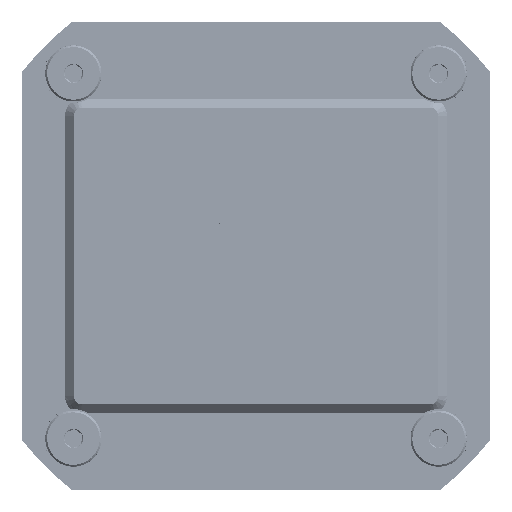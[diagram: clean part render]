
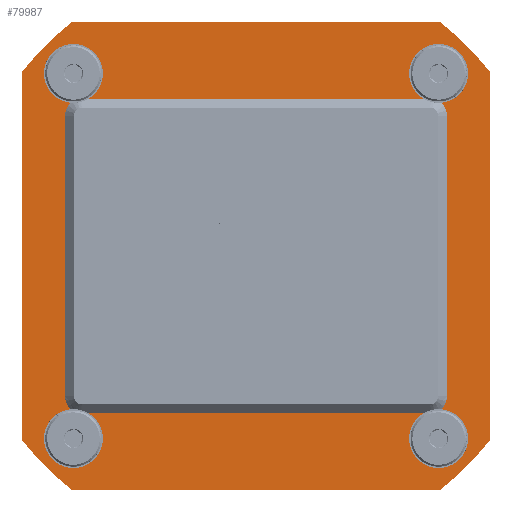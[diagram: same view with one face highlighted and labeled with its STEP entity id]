
A CAD part, front view. The second image highlights one B-rep face of the part: STEP entity #79987.
In plain terms, the highlighted planar face has unit normal (0, -1, 0).
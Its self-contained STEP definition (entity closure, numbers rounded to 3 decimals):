
#1455=FACE_BOUND('',#12687,.T.);
#3355=PLANE('',#85093);
#7730=FACE_OUTER_BOUND('',#12686,.T.);
#12686=EDGE_LOOP('',(#66182,#66183,#66184,#66185,#66186,#66187,#66188,#66189));
#12687=EDGE_LOOP('',(#66190,#66191,#66192,#66193,#66194,#66195,#66196,#66197,
#66198,#66199,#66200,#66201,#66202,#66203));
#16291=CIRCLE('',#84956,5.25);
#16292=CIRCLE('',#84958,5.25);
#16299=CIRCLE('',#84967,5.25);
#16306=CIRCLE('',#84977,5.25);
#16307=CIRCLE('',#84979,5.25);
#16314=CIRCLE('',#84989,5.25);
#16390=CIRCLE('',#85094,53.);
#16391=CIRCLE('',#85095,53.);
#16392=CIRCLE('',#85096,53.);
#16393=CIRCLE('',#85097,53.);
#16394=CIRCLE('',#85098,3.);
#16395=CIRCLE('',#85099,3.);
#16396=CIRCLE('',#85100,3.);
#16397=CIRCLE('',#85101,3.);
#23105=LINE('',#179323,#30910);
#23106=LINE('',#179327,#30911);
#23107=LINE('',#179331,#30912);
#23108=LINE('',#179334,#30913);
#23109=LINE('',#179337,#30914);
#23110=LINE('',#179341,#30915);
#23111=LINE('',#179343,#30916);
#23112=LINE('',#179346,#30917);
#30910=VECTOR('',#97584,1000.);
#30911=VECTOR('',#97587,1000.);
#30912=VECTOR('',#97590,1000.);
#30913=VECTOR('',#97593,1000.);
#30914=VECTOR('',#97596,1000.);
#30915=VECTOR('',#97599,1000.);
#30916=VECTOR('',#97602,1000.);
#30917=VECTOR('',#97605,1000.);
#38728=VERTEX_POINT('',#178957);
#38729=VERTEX_POINT('',#178959);
#38733=VERTEX_POINT('',#178974);
#38742=VERTEX_POINT('',#178999);
#38743=VERTEX_POINT('',#179001);
#38752=VERTEX_POINT('',#179030);
#38753=VERTEX_POINT('',#179032);
#38757=VERTEX_POINT('',#179047);
#38767=VERTEX_POINT('',#179078);
#38768=VERTEX_POINT('',#179080);
#38855=VERTEX_POINT('',#179319);
#38856=VERTEX_POINT('',#179320);
#38857=VERTEX_POINT('',#179322);
#38858=VERTEX_POINT('',#179324);
#38859=VERTEX_POINT('',#179326);
#38860=VERTEX_POINT('',#179328);
#38861=VERTEX_POINT('',#179330);
#38862=VERTEX_POINT('',#179332);
#38863=VERTEX_POINT('',#179335);
#38864=VERTEX_POINT('',#179338);
#38865=VERTEX_POINT('',#179340);
#38866=VERTEX_POINT('',#179344);
#48447=EDGE_CURVE('',#38728,#38729,#16291,.T.);
#48452=EDGE_CURVE('',#38733,#38728,#16292,.T.);
#48463=EDGE_CURVE('',#38742,#38743,#16299,.T.);
#48475=EDGE_CURVE('',#38752,#38753,#16306,.T.);
#48480=EDGE_CURVE('',#38757,#38752,#16307,.T.);
#48492=EDGE_CURVE('',#38767,#38768,#16314,.T.);
#48601=EDGE_CURVE('',#38855,#38856,#16390,.T.);
#48602=EDGE_CURVE('',#38857,#38855,#23105,.T.);
#48603=EDGE_CURVE('',#38858,#38857,#16391,.T.);
#48604=EDGE_CURVE('',#38858,#38859,#23106,.T.);
#48605=EDGE_CURVE('',#38860,#38859,#16392,.T.);
#48606=EDGE_CURVE('',#38860,#38861,#23107,.T.);
#48607=EDGE_CURVE('',#38862,#38861,#16393,.T.);
#48608=EDGE_CURVE('',#38856,#38862,#23108,.T.);
#48609=EDGE_CURVE('',#38753,#38863,#16394,.T.);
#48610=EDGE_CURVE('',#38729,#38757,#23109,.T.);
#48611=EDGE_CURVE('',#38864,#38733,#16395,.T.);
#48612=EDGE_CURVE('',#38865,#38864,#23110,.T.);
#48613=EDGE_CURVE('',#38768,#38865,#16396,.T.);
#48614=EDGE_CURVE('',#38743,#38767,#23111,.T.);
#48615=EDGE_CURVE('',#38866,#38742,#16397,.T.);
#48616=EDGE_CURVE('',#38863,#38866,#23112,.T.);
#66182=ORIENTED_EDGE('',*,*,#48601,.F.);
#66183=ORIENTED_EDGE('',*,*,#48602,.F.);
#66184=ORIENTED_EDGE('',*,*,#48603,.F.);
#66185=ORIENTED_EDGE('',*,*,#48604,.T.);
#66186=ORIENTED_EDGE('',*,*,#48605,.F.);
#66187=ORIENTED_EDGE('',*,*,#48606,.T.);
#66188=ORIENTED_EDGE('',*,*,#48607,.F.);
#66189=ORIENTED_EDGE('',*,*,#48608,.F.);
#66190=ORIENTED_EDGE('',*,*,#48609,.F.);
#66191=ORIENTED_EDGE('',*,*,#48475,.F.);
#66192=ORIENTED_EDGE('',*,*,#48480,.F.);
#66193=ORIENTED_EDGE('',*,*,#48610,.F.);
#66194=ORIENTED_EDGE('',*,*,#48447,.F.);
#66195=ORIENTED_EDGE('',*,*,#48452,.F.);
#66196=ORIENTED_EDGE('',*,*,#48611,.F.);
#66197=ORIENTED_EDGE('',*,*,#48612,.F.);
#66198=ORIENTED_EDGE('',*,*,#48613,.F.);
#66199=ORIENTED_EDGE('',*,*,#48492,.F.);
#66200=ORIENTED_EDGE('',*,*,#48614,.F.);
#66201=ORIENTED_EDGE('',*,*,#48463,.F.);
#66202=ORIENTED_EDGE('',*,*,#48615,.F.);
#66203=ORIENTED_EDGE('',*,*,#48616,.F.);
#79987=ADVANCED_FACE('',(#7730,#1455),#3355,.F.);
#84956=AXIS2_PLACEMENT_3D('',#178960,#97263,#97264);
#84958=AXIS2_PLACEMENT_3D('',#178976,#97269,#97270);
#84967=AXIS2_PLACEMENT_3D('',#179002,#97290,#97291);
#84977=AXIS2_PLACEMENT_3D('',#179033,#97313,#97314);
#84979=AXIS2_PLACEMENT_3D('',#179049,#97319,#97320);
#84989=AXIS2_PLACEMENT_3D('',#179081,#97342,#97343);
#85093=AXIS2_PLACEMENT_3D('',#179318,#97580,#97581);
#85094=AXIS2_PLACEMENT_3D('',#179321,#97582,#97583);
#85095=AXIS2_PLACEMENT_3D('',#179325,#97585,#97586);
#85096=AXIS2_PLACEMENT_3D('',#179329,#97588,#97589);
#85097=AXIS2_PLACEMENT_3D('',#179333,#97591,#97592);
#85098=AXIS2_PLACEMENT_3D('',#179336,#97594,#97595);
#85099=AXIS2_PLACEMENT_3D('',#179339,#97597,#97598);
#85100=AXIS2_PLACEMENT_3D('',#179342,#97600,#97601);
#85101=AXIS2_PLACEMENT_3D('',#179345,#97603,#97604);
#97263=DIRECTION('center_axis',(0.,-1.,0.));
#97264=DIRECTION('ref_axis',(0.,0.,-1.));
#97269=DIRECTION('center_axis',(0.,-1.,0.));
#97270=DIRECTION('ref_axis',(0.,0.,-1.));
#97290=DIRECTION('center_axis',(0.,-1.,0.));
#97291=DIRECTION('ref_axis',(0.,0.,-1.));
#97313=DIRECTION('center_axis',(0.,-1.,0.));
#97314=DIRECTION('ref_axis',(0.,0.,-1.));
#97319=DIRECTION('center_axis',(0.,-1.,0.));
#97320=DIRECTION('ref_axis',(0.,0.,-1.));
#97342=DIRECTION('center_axis',(0.,-1.,0.));
#97343=DIRECTION('ref_axis',(0.,0.,-1.));
#97580=DIRECTION('center_axis',(0.,1.,0.));
#97581=DIRECTION('ref_axis',(0.,0.,1.));
#97582=DIRECTION('center_axis',(0.,1.,0.));
#97583=DIRECTION('ref_axis',(0.,0.,1.));
#97584=DIRECTION('',(0.,0.,1.));
#97585=DIRECTION('center_axis',(0.,1.,0.));
#97586=DIRECTION('ref_axis',(0.,0.,1.));
#97587=DIRECTION('',(1.,0.,0.));
#97588=DIRECTION('center_axis',(0.,1.,0.));
#97589=DIRECTION('ref_axis',(0.,0.,1.));
#97590=DIRECTION('',(0.,0.,1.));
#97591=DIRECTION('center_axis',(0.,1.,0.));
#97592=DIRECTION('ref_axis',(0.,0.,1.));
#97593=DIRECTION('',(1.,0.,0.));
#97594=DIRECTION('center_axis',(0.,-1.,0.));
#97595=DIRECTION('ref_axis',(0.,0.,-1.));
#97596=DIRECTION('',(-1.,0.,0.));
#97597=DIRECTION('center_axis',(0.,-1.,0.));
#97598=DIRECTION('ref_axis',(0.,0.,-1.));
#97599=DIRECTION('',(0.,0.,1.));
#97600=DIRECTION('center_axis',(0.,-1.,0.));
#97601=DIRECTION('ref_axis',(0.,0.,-1.));
#97602=DIRECTION('',(1.,0.,0.));
#97603=DIRECTION('center_axis',(0.,-1.,0.));
#97604=DIRECTION('ref_axis',(0.,0.,-1.));
#97605=DIRECTION('',(0.,0.,-1.));
#178957=CARTESIAN_POINT('',(32.5,56.,37.75));
#178959=CARTESIAN_POINT('',(29.796,56.,28.));
#178960=CARTESIAN_POINT('Origin',(32.5,56.,32.5));
#178974=CARTESIAN_POINT('',(32.961,56.,27.27));
#178976=CARTESIAN_POINT('Origin',(32.5,56.,32.5));
#178999=CARTESIAN_POINT('',(-32.961,56.,-27.27));
#179001=CARTESIAN_POINT('',(-29.796,56.,-28.));
#179002=CARTESIAN_POINT('Origin',(-32.5,56.,-32.5));
#179030=CARTESIAN_POINT('',(-32.5,56.,37.75));
#179032=CARTESIAN_POINT('',(-32.961,56.,27.27));
#179033=CARTESIAN_POINT('Origin',(-32.5,56.,32.5));
#179047=CARTESIAN_POINT('',(-29.796,56.,28.));
#179049=CARTESIAN_POINT('Origin',(-32.5,56.,32.5));
#179078=CARTESIAN_POINT('',(29.796,56.,-28.));
#179080=CARTESIAN_POINT('',(32.961,56.,-27.27));
#179081=CARTESIAN_POINT('Origin',(32.5,56.,-32.5));
#179318=CARTESIAN_POINT('Origin',(0.,56.,0.));
#179319=CARTESIAN_POINT('',(-41.65,56.,32.776));
#179320=CARTESIAN_POINT('',(-32.776,56.,41.65));
#179321=CARTESIAN_POINT('Origin',(0.,56.,0.));
#179322=CARTESIAN_POINT('',(-41.65,56.,-32.776));
#179323=CARTESIAN_POINT('',(-41.65,56.,0.));
#179324=CARTESIAN_POINT('',(-32.776,56.,-41.65));
#179325=CARTESIAN_POINT('Origin',(0.,56.,0.));
#179326=CARTESIAN_POINT('',(32.776,56.,-41.65));
#179327=CARTESIAN_POINT('',(0.,56.,-41.65));
#179328=CARTESIAN_POINT('',(41.65,56.,-32.776));
#179329=CARTESIAN_POINT('Origin',(0.,56.,0.));
#179330=CARTESIAN_POINT('',(41.65,56.,32.776));
#179331=CARTESIAN_POINT('',(41.65,56.,0.));
#179332=CARTESIAN_POINT('',(32.776,56.,41.65));
#179333=CARTESIAN_POINT('Origin',(0.,56.,0.));
#179334=CARTESIAN_POINT('',(0.,56.,41.65));
#179335=CARTESIAN_POINT('',(-34.,56.,25.));
#179336=CARTESIAN_POINT('Origin',(-31.,56.,25.));
#179337=CARTESIAN_POINT('',(29.796,56.,28.));
#179338=CARTESIAN_POINT('',(34.,56.,25.));
#179339=CARTESIAN_POINT('Origin',(31.,56.,25.));
#179340=CARTESIAN_POINT('',(34.,56.,-25.));
#179341=CARTESIAN_POINT('',(34.,56.,-25.));
#179342=CARTESIAN_POINT('Origin',(31.,56.,-25.));
#179343=CARTESIAN_POINT('',(-29.796,56.,-28.));
#179344=CARTESIAN_POINT('',(-34.,56.,-25.));
#179345=CARTESIAN_POINT('Origin',(-31.,56.,-25.));
#179346=CARTESIAN_POINT('',(-34.,56.,25.));
